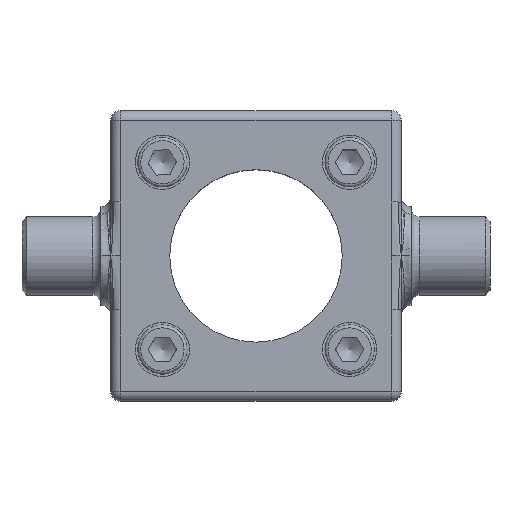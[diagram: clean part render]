
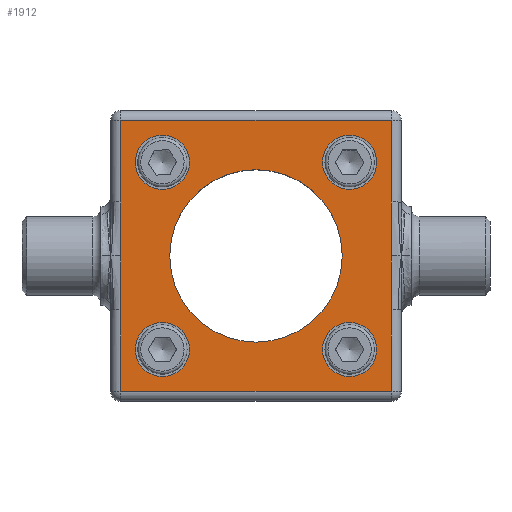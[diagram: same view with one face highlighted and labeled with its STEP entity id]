
A CAD part, top view. The second image highlights one B-rep face of the part: STEP entity #1912.
In plain terms, the highlighted planar face has unit normal (0, 0, 1).
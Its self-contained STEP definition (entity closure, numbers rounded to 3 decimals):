
#127=FACE_BOUND('',#461,.T.);
#128=FACE_BOUND('',#462,.T.);
#129=FACE_BOUND('',#463,.T.);
#130=FACE_BOUND('',#464,.T.);
#131=FACE_BOUND('',#465,.T.);
#191=PLANE('',#2101);
#303=FACE_OUTER_BOUND('',#460,.T.);
#460=EDGE_LOOP('',(#1559,#1560,#1561,#1562,#1563,#1564,#1565,#1566,#1567,
#1568));
#461=EDGE_LOOP('',(#1569));
#462=EDGE_LOOP('',(#1570));
#463=EDGE_LOOP('',(#1571));
#464=EDGE_LOOP('',(#1572));
#465=EDGE_LOOP('',(#1573));
#589=CIRCLE('',#2102,17.5);
#590=CIRCLE('',#2103,5.5);
#591=CIRCLE('',#2104,5.5);
#592=CIRCLE('',#2105,5.5);
#593=CIRCLE('',#2106,5.5);
#609=LINE('',#2766,#691);
#610=LINE('',#2879,#692);
#611=LINE('',#3950,#693);
#612=LINE('',#4027,#694);
#662=LINE('',#4524,#744);
#663=LINE('',#4563,#745);
#665=LINE('',#4569,#747);
#668=LINE('',#4685,#750);
#669=LINE('',#4723,#751);
#671=LINE('',#4730,#753);
#691=VECTOR('',#2149,10.944);
#692=VECTOR('',#2154,10.944);
#693=VECTOR('',#2181,10.944);
#694=VECTOR('',#2186,10.944);
#744=VECTOR('',#2444,16.556);
#745=VECTOR('',#2461,16.556);
#747=VECTOR('',#2467,55.);
#750=VECTOR('',#2482,16.556);
#751=VECTOR('',#2499,16.556);
#753=VECTOR('',#2509,55.);
#805=VERTEX_POINT('',#2756);
#806=VERTEX_POINT('',#2765);
#808=VERTEX_POINT('',#2877);
#829=VERTEX_POINT('',#3940);
#830=VERTEX_POINT('',#3949);
#832=VERTEX_POINT('',#4025);
#920=VERTEX_POINT('',#4520);
#927=VERTEX_POINT('',#4561);
#929=VERTEX_POINT('',#4568);
#932=VERTEX_POINT('',#4681);
#946=VERTEX_POINT('',#4759);
#947=VERTEX_POINT('',#4761);
#948=VERTEX_POINT('',#4763);
#949=VERTEX_POINT('',#4765);
#950=VERTEX_POINT('',#4767);
#971=EDGE_CURVE('',#805,#806,#609,.T.);
#975=EDGE_CURVE('',#808,#805,#610,.T.);
#1005=EDGE_CURVE('',#829,#830,#611,.T.);
#1009=EDGE_CURVE('',#832,#829,#612,.T.);
#1125=EDGE_CURVE('',#830,#920,#662,.T.);
#1133=EDGE_CURVE('',#927,#832,#663,.T.);
#1136=EDGE_CURVE('',#920,#929,#665,.T.);
#1144=EDGE_CURVE('',#806,#932,#668,.T.);
#1152=EDGE_CURVE('',#929,#808,#669,.T.);
#1156=EDGE_CURVE('',#932,#927,#671,.T.);
#1171=EDGE_CURVE('',#946,#946,#589,.T.);
#1172=EDGE_CURVE('',#947,#947,#590,.T.);
#1173=EDGE_CURVE('',#948,#948,#591,.T.);
#1174=EDGE_CURVE('',#949,#949,#592,.T.);
#1175=EDGE_CURVE('',#950,#950,#593,.T.);
#1559=ORIENTED_EDGE('',*,*,#975,.F.);
#1560=ORIENTED_EDGE('',*,*,#1152,.F.);
#1561=ORIENTED_EDGE('',*,*,#1136,.F.);
#1562=ORIENTED_EDGE('',*,*,#1125,.F.);
#1563=ORIENTED_EDGE('',*,*,#1005,.F.);
#1564=ORIENTED_EDGE('',*,*,#1009,.F.);
#1565=ORIENTED_EDGE('',*,*,#1133,.F.);
#1566=ORIENTED_EDGE('',*,*,#1156,.F.);
#1567=ORIENTED_EDGE('',*,*,#1144,.F.);
#1568=ORIENTED_EDGE('',*,*,#971,.F.);
#1569=ORIENTED_EDGE('',*,*,#1171,.T.);
#1570=ORIENTED_EDGE('',*,*,#1172,.T.);
#1571=ORIENTED_EDGE('',*,*,#1173,.T.);
#1572=ORIENTED_EDGE('',*,*,#1174,.T.);
#1573=ORIENTED_EDGE('',*,*,#1175,.T.);
#1912=ADVANCED_FACE('',(#303,#127,#128,#129,#130,#131),#191,.T.);
#2101=AXIS2_PLACEMENT_3D('',#4758,#2543,#2544);
#2102=AXIS2_PLACEMENT_3D('',#4760,#2545,#2546);
#2103=AXIS2_PLACEMENT_3D('',#4762,#2547,#2548);
#2104=AXIS2_PLACEMENT_3D('',#4764,#2549,#2550);
#2105=AXIS2_PLACEMENT_3D('',#4766,#2551,#2552);
#2106=AXIS2_PLACEMENT_3D('',#4768,#2553,#2554);
#2149=DIRECTION('',(0.,1.,0.));
#2154=DIRECTION('',(0.,1.,0.));
#2181=DIRECTION('',(0.,-1.,0.));
#2186=DIRECTION('',(0.,-1.,0.));
#2444=DIRECTION('',(0.,-1.,0.));
#2461=DIRECTION('',(0.,-1.,0.));
#2467=DIRECTION('',(-1.,0.,0.));
#2482=DIRECTION('',(0.,1.,0.));
#2499=DIRECTION('',(0.,1.,0.));
#2509=DIRECTION('',(1.,0.,0.));
#2543=DIRECTION('center_axis',(0.,0.,
1.));
#2544=DIRECTION('ref_axis',(1.,0.,0.));
#2545=DIRECTION('center_axis',(0.,0.,
-1.));
#2546=DIRECTION('ref_axis',(-1.,0.,0.));
#2547=DIRECTION('center_axis',(0.,0.,
-1.));
#2548=DIRECTION('ref_axis',(1.,0.,0.));
#2549=DIRECTION('center_axis',(0.,0.,
-1.));
#2550=DIRECTION('ref_axis',(1.,0.,0.));
#2551=DIRECTION('center_axis',(0.,0.,
-1.));
#2552=DIRECTION('ref_axis',(1.,0.,0.));
#2553=DIRECTION('center_axis',(0.,0.,
-1.));
#2554=DIRECTION('ref_axis',(1.,0.,0.));
#2756=CARTESIAN_POINT('',(-27.5,0.,19.));
#2765=CARTESIAN_POINT('',(-27.5,10.944,19.));
#2766=CARTESIAN_POINT('',(-27.5,0.,19.));
#2877=CARTESIAN_POINT('',(-27.5,-10.944,19.));
#2879=CARTESIAN_POINT('',(-27.5,0.,19.));
#3940=CARTESIAN_POINT('',(27.5,0.,19.));
#3949=CARTESIAN_POINT('',(27.5,-10.944,19.));
#3950=CARTESIAN_POINT('',(27.5,0.,19.));
#4025=CARTESIAN_POINT('',(27.5,10.944,19.));
#4027=CARTESIAN_POINT('',(27.5,0.,19.));
#4520=CARTESIAN_POINT('',(27.5,-27.5,19.));
#4524=CARTESIAN_POINT('',(27.5,14.75,19.));
#4561=CARTESIAN_POINT('',(27.5,27.5,19.));
#4563=CARTESIAN_POINT('',(27.5,14.75,19.));
#4568=CARTESIAN_POINT('',(-27.5,-27.5,19.));
#4569=CARTESIAN_POINT('',(14.75,-27.5,19.));
#4681=CARTESIAN_POINT('',(-27.5,27.5,19.));
#4685=CARTESIAN_POINT('',(-27.5,-14.75,19.));
#4723=CARTESIAN_POINT('',(-27.5,-14.75,19.));
#4730=CARTESIAN_POINT('',(-14.75,27.5,19.));
#4758=CARTESIAN_POINT('Origin',(0.,0.,
19.));
#4759=CARTESIAN_POINT('',(17.5,0.,19.));
#4760=CARTESIAN_POINT('Origin',(0.,0.,
19.));
#4761=CARTESIAN_POINT('',(-13.5,-19.,19.));
#4762=CARTESIAN_POINT('Origin',(-19.,-19.,19.));
#4763=CARTESIAN_POINT('',(24.5,19.,19.));
#4764=CARTESIAN_POINT('Origin',(19.,19.,19.));
#4765=CARTESIAN_POINT('',(-13.5,19.,19.));
#4766=CARTESIAN_POINT('Origin',(-19.,19.,19.));
#4767=CARTESIAN_POINT('',(24.5,-19.,19.));
#4768=CARTESIAN_POINT('Origin',(19.,-19.,19.));
